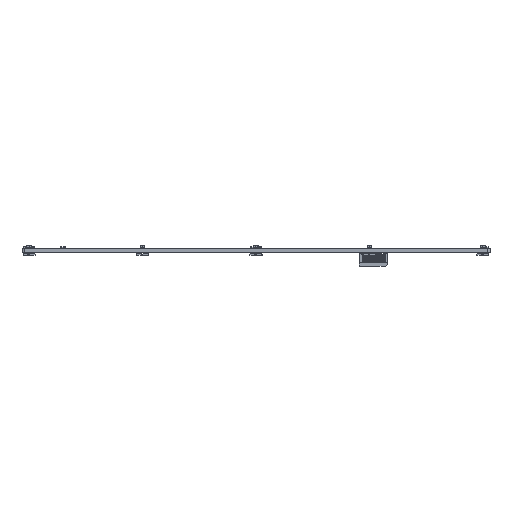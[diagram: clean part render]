
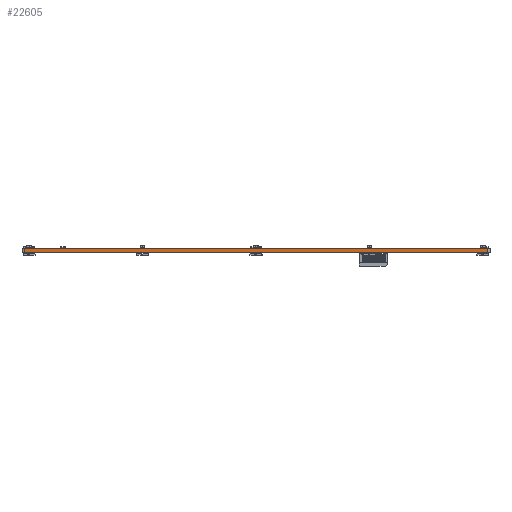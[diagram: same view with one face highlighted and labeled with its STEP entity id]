
A CAD part, front view. The second image highlights one B-rep face of the part: STEP entity #22605.
In plain terms, the highlighted planar face has unit normal (0, -1, 0).
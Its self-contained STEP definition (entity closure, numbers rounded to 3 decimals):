
#22578 = VERTEX_POINT('',#22579);
#22579 = CARTESIAN_POINT('',(162.915,-133.35,1.6));
#22586 = EDGE_CURVE('',#22587,#22578,#22589,.T.);
#22587 = VERTEX_POINT('',#22588);
#22588 = CARTESIAN_POINT('',(162.915,-133.35,0.));
#22589 = LINE('',#22590,#22591);
#22590 = CARTESIAN_POINT('',(162.915,-133.35,0.));
#22591 = VECTOR('',#22592,1.);
#22592 = DIRECTION('',(0.,0.,1.));
#22605 = ADVANCED_FACE('',(#22606),#22631,.T.);
#22606 = FACE_BOUND('',#22607,.T.);
#22607 = EDGE_LOOP('',(#22608,#22609,#22617,#22625));
#22608 = ORIENTED_EDGE('',*,*,#22586,.T.);
#22609 = ORIENTED_EDGE('',*,*,#22610,.T.);
#22610 = EDGE_CURVE('',#22578,#22611,#22613,.T.);
#22611 = VERTEX_POINT('',#22612);
#22612 = CARTESIAN_POINT('',(0.75,-133.35,1.6));
#22613 = LINE('',#22614,#22615);
#22614 = CARTESIAN_POINT('',(162.915,-133.35,1.6));
#22615 = VECTOR('',#22616,1.);
#22616 = DIRECTION('',(-1.,0.,0.));
#22617 = ORIENTED_EDGE('',*,*,#22618,.F.);
#22618 = EDGE_CURVE('',#22619,#22611,#22621,.T.);
#22619 = VERTEX_POINT('',#22620);
#22620 = CARTESIAN_POINT('',(0.75,-133.35,0.));
#22621 = LINE('',#22622,#22623);
#22622 = CARTESIAN_POINT('',(0.75,-133.35,0.));
#22623 = VECTOR('',#22624,1.);
#22624 = DIRECTION('',(0.,0.,1.));
#22625 = ORIENTED_EDGE('',*,*,#22626,.F.);
#22626 = EDGE_CURVE('',#22587,#22619,#22627,.T.);
#22627 = LINE('',#22628,#22629);
#22628 = CARTESIAN_POINT('',(162.915,-133.35,0.));
#22629 = VECTOR('',#22630,1.);
#22630 = DIRECTION('',(-1.,0.,0.));
#22631 = PLANE('',#22632);
#22632 = AXIS2_PLACEMENT_3D('',#22633,#22634,#22635);
#22633 = CARTESIAN_POINT('',(162.915,-133.35,0.));
#22634 = DIRECTION('',(0.,-1.,0.));
#22635 = DIRECTION('',(-1.,0.,0.));
